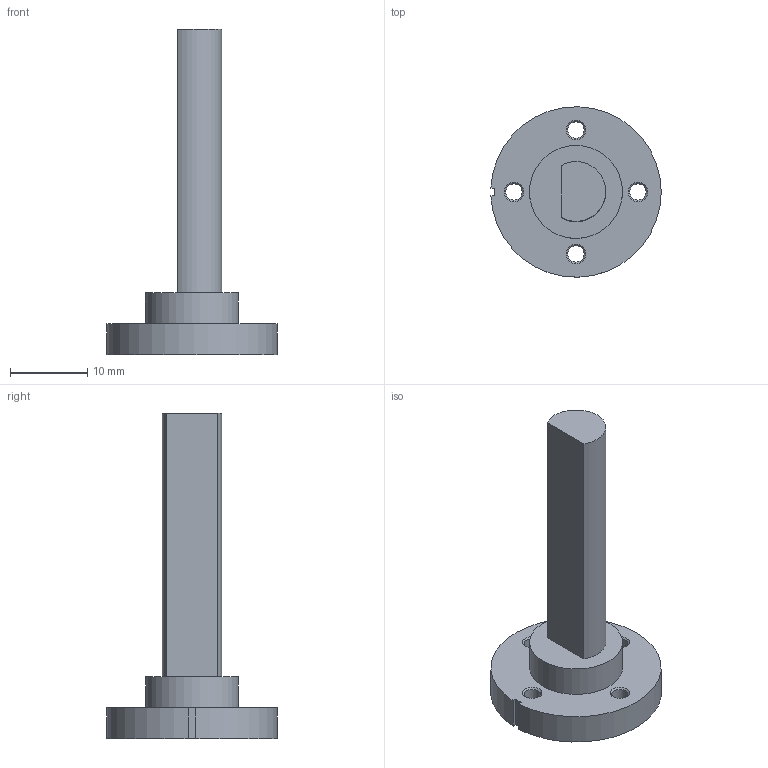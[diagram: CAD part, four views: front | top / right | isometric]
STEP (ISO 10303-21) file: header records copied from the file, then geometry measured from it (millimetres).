
FILE_DESCRIPTION(/* description */ (''),/* implementation_level */ '2;1');
FILE_NAME(/* name */ 'Brida_5_parametrizado_ipt_37e853b2.STEP',/* time_stamp */ '2022-04-06T23:09:49-05:00',/* author */ ('Alcatraz'),/* organization */ (''),/* preprocessor_version */ 'ST-DEVELOPER v18.1',/* originating_system */ 'Autodesk Inventor 2021',/* authorisation */ '');
FILE_SCHEMA (('AUTOMOTIVE_DESIGN { 1 0 10303 214 3 1 1 }'));
Length unit declared in the file: millimetre
Products named in the file (1): Brida_5_parametrizado
Bounding box: 21.99 x 21.99 x 42 mm (x, y, z)
Volume: 3188.7 mm3; surface area: 2040.4 mm2
Topology: 1 solids, 1 shells, 19 faces, 51 edges, 36 vertices
Faces by surface type: plane 8, cylinder 7, cone 4
Full cylindrical faces by diameter (mm): 2.1 x4, 12 x1
Entity records: 678 total; most frequent: DIRECTION 119, CARTESIAN_POINT 107, ORIENTED_EDGE 102, EDGE_CURVE 51, AXIS2_PLACEMENT_3D 48, VERTEX_POINT 36, EDGE_LOOP 29, CIRCLE 28
